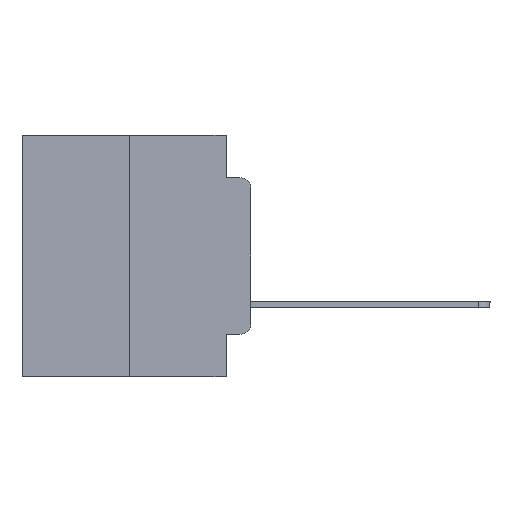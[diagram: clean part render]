
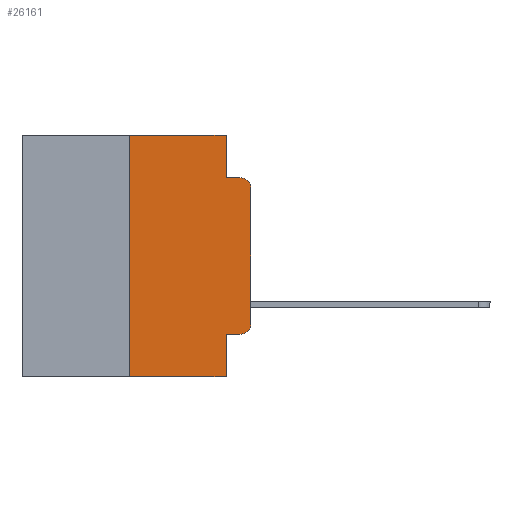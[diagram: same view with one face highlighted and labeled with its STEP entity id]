
A CAD part, left-side view. The second image highlights one B-rep face of the part: STEP entity #26161.
In plain terms, the highlighted planar face has unit normal (-1, 0, 0).
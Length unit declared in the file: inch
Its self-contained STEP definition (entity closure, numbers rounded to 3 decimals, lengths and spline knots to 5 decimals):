
#174 = LINE ( 'NONE', #5965, #4386 ) ;
#368 = DIRECTION ( 'NONE',  ( 0., 0., 1. ) ) ;
#535 = ORIENTED_EDGE ( 'NONE', *, *, #21365, .T. ) ;
#1256 = EDGE_CURVE ( 'NONE', #23143, #11698, #8503, .T. ) ;
#1340 = PLANE ( 'NONE',  #10208 ) ;
#1530 = DIRECTION ( 'NONE',  ( -1., 0., 0. ) ) ;
#2468 = CARTESIAN_POINT ( 'NONE',  ( 0., 0.473, -0.5 ) ) ;
#2602 = VECTOR ( 'NONE', #9119, 39.37008 ) ;
#2607 = LINE ( 'NONE', #2468, #26138 ) ;
#3004 = EDGE_CURVE ( 'NONE', #18769, #9680, #12008, .T. ) ;
#3305 = LINE ( 'NONE', #10315, #14866 ) ;
#3559 = VERTEX_POINT ( 'NONE', #19445 ) ;
#4202 = CARTESIAN_POINT ( 'NONE',  ( 0., 0., -0.1085 ) ) ;
#4237 = CARTESIAN_POINT ( 'NONE',  ( 0., 0.25, -0.5 ) ) ;
#4323 = LINE ( 'NONE', #17258, #8797 ) ;
#4386 = VECTOR ( 'NONE', #10510, 39.37008 ) ;
#4926 = ORIENTED_EDGE ( 'NONE', *, *, #18267, .T. ) ;
#4997 = CARTESIAN_POINT ( 'NONE',  ( 0., 0., 0. ) ) ;
#5965 = CARTESIAN_POINT ( 'NONE',  ( 0., 0.051, 0. ) ) ;
#6829 = DIRECTION ( 'NONE',  ( 0., 0., -1. ) ) ;
#6967 = VERTEX_POINT ( 'NONE', #14023 ) ;
#7444 = CARTESIAN_POINT ( 'NONE',  ( 0., 0.051, 0. ) ) ;
#7670 = FACE_OUTER_BOUND ( 'NONE', #15327, .T. ) ;
#8442 = EDGE_CURVE ( 'NONE', #19812, #26805, #174, .T. ) ;
#8503 = LINE ( 'NONE', #21012, #20711 ) ;
#8624 = EDGE_CURVE ( 'NONE', #9680, #14624, #15459, .T. ) ;
#8797 = VECTOR ( 'NONE', #20973, 39.37008 ) ;
#9119 = DIRECTION ( 'NONE',  ( 0., -1., 0. ) ) ;
#9178 = EDGE_CURVE ( 'NONE', #3559, #6967, #17752, .T. ) ;
#9333 = DIRECTION ( 'NONE',  ( 0., 0., -1. ) ) ;
#9680 = VERTEX_POINT ( 'NONE', #11810 ) ;
#10208 = AXIS2_PLACEMENT_3D ( 'NONE', #14001, #24175, #9333 ) ;
#10315 = CARTESIAN_POINT ( 'NONE',  ( 0., 0.051, -0.0885 ) ) ;
#10434 = CARTESIAN_POINT ( 'NONE',  ( 0., 0.02, -0.1085 ) ) ;
#10510 = DIRECTION ( 'NONE',  ( 0., 0., -1. ) ) ;
#10565 = VECTOR ( 'NONE', #13261, 39.37008 ) ;
#10600 = ORIENTED_EDGE ( 'NONE', *, *, #19054, .F. ) ;
#11322 = CARTESIAN_POINT ( 'NONE',  ( 0., 0.051, -0.4115 ) ) ;
#11698 = VERTEX_POINT ( 'NONE', #23984 ) ;
#11810 = CARTESIAN_POINT ( 'NONE',  ( 0., 0., -0.3915 ) ) ;
#12008 = CIRCLE ( 'NONE', #23872, 0.02 ) ;
#12552 = EDGE_CURVE ( 'NONE', #23143, #6967, #2607, .T. ) ;
#12635 = DIRECTION ( 'NONE',  ( 0., 0., -1. ) ) ;
#13097 = LINE ( 'NONE', #11322, #2602 ) ;
#13261 = DIRECTION ( 'NONE',  ( 0., 0., 1. ) ) ;
#13501 = DIRECTION ( 'NONE',  ( 0., 0., -1. ) ) ;
#14001 = CARTESIAN_POINT ( 'NONE',  ( 0., 0.473, 0. ) ) ;
#14023 = CARTESIAN_POINT ( 'NONE',  ( 0., 0.051, -0.5 ) ) ;
#14624 = VERTEX_POINT ( 'NONE', #4202 ) ;
#14866 = VECTOR ( 'NONE', #25015, 39.37008 ) ;
#15131 = ORIENTED_EDGE ( 'NONE', *, *, #8624, .T. ) ;
#15327 = EDGE_LOOP ( 'NONE', ( #15131, #535, #24042, #18439, #10600, #16357, #26111, #21120, #4926, #18154 ) ) ;
#15436 = EDGE_CURVE ( 'NONE', #26805, #21588, #3305, .T. ) ;
#15459 = LINE ( 'NONE', #4997, #10565 ) ;
#15927 = CARTESIAN_POINT ( 'NONE',  ( 0., 0.02, -0.0885 ) ) ;
#16357 = ORIENTED_EDGE ( 'NONE', *, *, #1256, .F. ) ;
#16601 = CIRCLE ( 'NONE', #19267, 0.02 ) ;
#17258 = CARTESIAN_POINT ( 'NONE',  ( 0., 0.473, 0. ) ) ;
#17752 = LINE ( 'NONE', #7444, #18426 ) ;
#18154 = ORIENTED_EDGE ( 'NONE', *, *, #3004, .T. ) ;
#18267 = EDGE_CURVE ( 'NONE', #3559, #18769, #13097, .T. ) ;
#18426 = VECTOR ( 'NONE', #13501, 39.37008 ) ;
#18439 = ORIENTED_EDGE ( 'NONE', *, *, #8442, .F. ) ;
#18769 = VERTEX_POINT ( 'NONE', #19804 ) ;
#18928 = CARTESIAN_POINT ( 'NONE',  ( 0., 0.02, -0.3915 ) ) ;
#19054 = EDGE_CURVE ( 'NONE', #11698, #19812, #4323, .T. ) ;
#19252 = DIRECTION ( 'NONE',  ( 0., -1., 0. ) ) ;
#19267 = AXIS2_PLACEMENT_3D ( 'NONE', #10434, #1530, #12635 ) ;
#19445 = CARTESIAN_POINT ( 'NONE',  ( 0., 0.051, -0.4115 ) ) ;
#19804 = CARTESIAN_POINT ( 'NONE',  ( 0., 0.02, -0.4115 ) ) ;
#19812 = VERTEX_POINT ( 'NONE', #23509 ) ;
#20711 = VECTOR ( 'NONE', #368, 39.37008 ) ;
#20973 = DIRECTION ( 'NONE',  ( 0., -1., 0. ) ) ;
#21012 = CARTESIAN_POINT ( 'NONE',  ( 0., 0.25, 0. ) ) ;
#21120 = ORIENTED_EDGE ( 'NONE', *, *, #9178, .F. ) ;
#21365 = EDGE_CURVE ( 'NONE', #14624, #21588, #16601, .T. ) ;
#21588 = VERTEX_POINT ( 'NONE', #15927 ) ;
#23143 = VERTEX_POINT ( 'NONE', #4237 ) ;
#23509 = CARTESIAN_POINT ( 'NONE',  ( 0., 0.051, 0. ) ) ;
#23872 = AXIS2_PLACEMENT_3D ( 'NONE', #18928, #25667, #6829 ) ;
#23984 = CARTESIAN_POINT ( 'NONE',  ( 0., 0.25, 0. ) ) ;
#24042 = ORIENTED_EDGE ( 'NONE', *, *, #15436, .F. ) ;
#24175 = DIRECTION ( 'NONE',  ( 1., 0., 0. ) ) ;
#25015 = DIRECTION ( 'NONE',  ( 0., -1., 0. ) ) ;
#25667 = DIRECTION ( 'NONE',  ( -1., 0., 0. ) ) ;
#25869 = CARTESIAN_POINT ( 'NONE',  ( 0., 0.051, -0.0885 ) ) ;
#26111 = ORIENTED_EDGE ( 'NONE', *, *, #12552, .T. ) ;
#26138 = VECTOR ( 'NONE', #19252, 39.37008 ) ;
#26161 = ADVANCED_FACE ( 'NONE', ( #7670 ), #1340, .F. ) ;
#26805 = VERTEX_POINT ( 'NONE', #25869 ) ;
